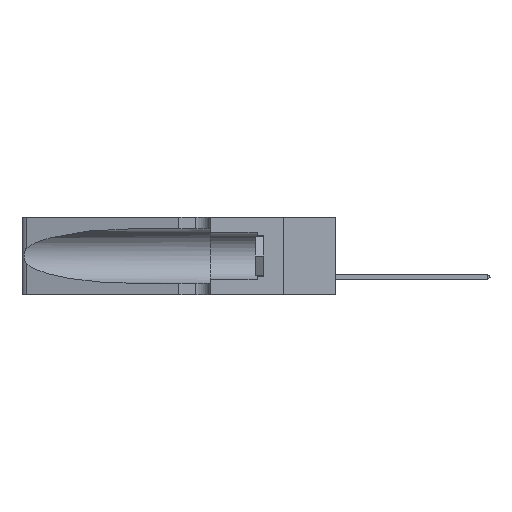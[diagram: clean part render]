
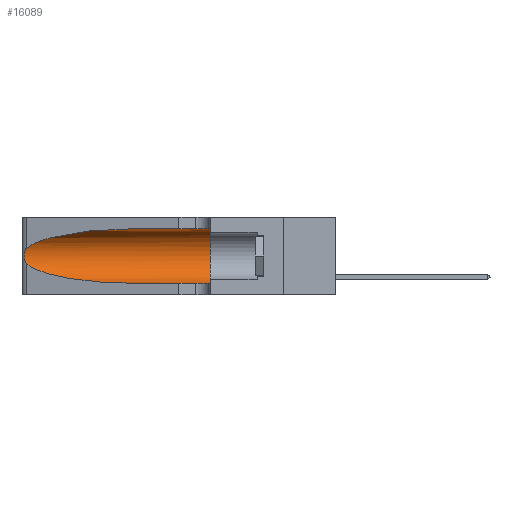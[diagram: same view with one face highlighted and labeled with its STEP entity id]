
A CAD part, left-side view. The second image highlights one B-rep face of the part: STEP entity #16089.
In plain terms, the highlighted cylindrical face has radius 3.308 mm (diameter 6.617 mm), a partial arc.
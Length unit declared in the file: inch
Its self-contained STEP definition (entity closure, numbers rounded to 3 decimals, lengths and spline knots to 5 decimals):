
#355 =( BOUNDED_CURVE ( )  B_SPLINE_CURVE ( 3, ( #12097, #5238, #10581, #10653 ),
 .UNSPECIFIED., .F., .T. ) 
 B_SPLINE_CURVE_WITH_KNOTS ( ( 4, 4 ),
 ( 3.44316, 4.71239 ),
 .UNSPECIFIED. ) 
 CURVE ( )  GEOMETRIC_REPRESENTATION_ITEM ( )  RATIONAL_B_SPLINE_CURVE ( ( 1., 0.87, 0.87, 1. ) ) 
 REPRESENTATION_ITEM ( '' )  );
#524 = ORIENTED_EDGE ( 'NONE', *, *, #14560, .F. ) ;
#722 = CARTESIAN_POINT ( 'NONE',  ( 0.25639, 1.23186, 0.15144 ) ) ;
#1965 = CARTESIAN_POINT ( 'NONE',  ( 0.1305, 1.61858, 0.185 ) ) ;
#2048 = DIRECTION ( 'NONE',  ( 0., 0., -1. ) ) ;
#2880 = CARTESIAN_POINT ( 'NONE',  ( 0.25487, 1.22718, 0.22369 ) ) ;
#2903 = LINE ( 'NONE', #7592, #19642 ) ;
#3531 = CARTESIAN_POINT ( 'NONE',  ( 0.1305, 0.35, 0.185 ) ) ;
#3776 = CARTESIAN_POINT ( 'NONE',  ( 0.1305, 1.61858, 0.05475 ) ) ;
#4181 = LINE ( 'NONE', #3776, #6896 ) ;
#5142 = EDGE_CURVE ( 'NONE', #20532, #15878, #2903, .T. ) ;
#5160 = AXIS2_PLACEMENT_3D ( 'NONE', #3531, #12235, #5244 ) ;
#5238 = CARTESIAN_POINT ( 'NONE',  ( 0.2373, 1.15595, 0.08982 ) ) ;
#5244 = DIRECTION ( 'NONE',  ( 0., 0., 1. ) ) ;
#6106 = CARTESIAN_POINT ( 'NONE',  ( 0.1305, 0.72297, 0.31525 ) ) ;
#6117 = B_SPLINE_CURVE_WITH_KNOTS ( 'NONE', 3,
 ( #7509, #9167, #14462, #17843, #14379, #21180, #12776, #11046, #12860, #19462, #14538, #722, #17921, #10970 ),
 .UNSPECIFIED., .F., .F.,
 ( 4, 2, 2, 2, 2, 2, 4 ),
 ( 0., 0.00027, 0.00053, 0.00107, 0.0016, 0.00187, 0.00214 ),
 .UNSPECIFIED. ) ;
#6896 = VECTOR ( 'NONE', #7232, 39.37008 ) ;
#7232 = DIRECTION ( 'NONE',  ( 0., -1., 0. ) ) ;
#7458 = VERTEX_POINT ( 'NONE', #7723 ) ;
#7509 = CARTESIAN_POINT ( 'NONE',  ( 0.25487, 1.22718, 0.22369 ) ) ;
#7592 = CARTESIAN_POINT ( 'NONE',  ( 0.1305, 1.61858, 0.31525 ) ) ;
#7610 = CIRCLE ( 'NONE', #5160, 0.13025 ) ;
#7723 = CARTESIAN_POINT ( 'NONE',  ( 0.25487, 1.22718, 0.22369 ) ) ;
#9167 = CARTESIAN_POINT ( 'NONE',  ( 0.25555, 1.22994, 0.2215 ) ) ;
#10581 = CARTESIAN_POINT ( 'NONE',  ( 0.18966, 0.96281, 0.05475 ) ) ;
#10653 = CARTESIAN_POINT ( 'NONE',  ( 0.1305, 0.72297, 0.05475 ) ) ;
#10849 = ORIENTED_EDGE ( 'NONE', *, *, #5142, .F. ) ;
#10970 = CARTESIAN_POINT ( 'NONE',  ( 0.25487, 1.22718, 0.14631 ) ) ;
#10974 = CARTESIAN_POINT ( 'NONE',  ( 0.1305, 0.35, 0.05475 ) ) ;
#11046 = CARTESIAN_POINT ( 'NONE',  ( 0.26075, 1.23896, 0.178 ) ) ;
#11232 = EDGE_CURVE ( 'NONE', #15989, #20685, #4181, .T. ) ;
#11409 = EDGE_CURVE ( 'NONE', #7458, #17557, #6117, .T. ) ;
#12097 = CARTESIAN_POINT ( 'NONE',  ( 0.25487, 1.22718, 0.14631 ) ) ;
#12109 = CYLINDRICAL_SURFACE ( 'NONE', #13141, 0.13025 ) ;
#12235 = DIRECTION ( 'NONE',  ( 0., 1., 0. ) ) ;
#12340 = CARTESIAN_POINT ( 'NONE',  ( 0.1305, 0.72297, 0.05475 ) ) ;
#12527 = ORIENTED_EDGE ( 'NONE', *, *, #11232, .T. ) ;
#12776 = CARTESIAN_POINT ( 'NONE',  ( 0.26075, 1.23896, 0.19203 ) ) ;
#12860 = CARTESIAN_POINT ( 'NONE',  ( 0.26017, 1.23833, 0.17102 ) ) ;
#13141 = AXIS2_PLACEMENT_3D ( 'NONE', #1965, #17623, #2048 ) ;
#14379 = CARTESIAN_POINT ( 'NONE',  ( 0.25854, 1.2359, 0.20912 ) ) ;
#14462 = CARTESIAN_POINT ( 'NONE',  ( 0.25639, 1.23184, 0.21858 ) ) ;
#14538 = CARTESIAN_POINT ( 'NONE',  ( 0.25789, 1.23486, 0.15765 ) ) ;
#14560 = EDGE_CURVE ( 'NONE', #15878, #20685, #7610, .T. ) ;
#14861 =( BOUNDED_CURVE ( )  B_SPLINE_CURVE ( 3, ( #6106, #19940, #21888, #2880 ),
 .UNSPECIFIED., .F., .T. ) 
 B_SPLINE_CURVE_WITH_KNOTS ( ( 4, 4 ),
 ( 1.5708, 2.84003 ),
 .UNSPECIFIED. ) 
 CURVE ( )  GEOMETRIC_REPRESENTATION_ITEM ( )  RATIONAL_B_SPLINE_CURVE ( ( 1., 0.87, 0.87, 1. ) ) 
 REPRESENTATION_ITEM ( '' )  );
#15253 = CARTESIAN_POINT ( 'NONE',  ( 0.1305, 0.35, 0.31525 ) ) ;
#15671 = ORIENTED_EDGE ( 'NONE', *, *, #11409, .T. ) ;
#15695 = EDGE_CURVE ( 'NONE', #20532, #7458, #14861, .T. ) ;
#15878 = VERTEX_POINT ( 'NONE', #15253 ) ;
#15886 = CARTESIAN_POINT ( 'NONE',  ( 0.1305, 0.72297, 0.31525 ) ) ;
#15989 = VERTEX_POINT ( 'NONE', #12340 ) ;
#16089 = ADVANCED_FACE ( 'NONE', ( #16178 ), #12109, .F. ) ;
#16178 = FACE_OUTER_BOUND ( 'NONE', #16710, .T. ) ;
#16710 = EDGE_LOOP ( 'NONE', ( #20112, #15671, #16755, #12527, #524, #10849 ) ) ;
#16755 = ORIENTED_EDGE ( 'NONE', *, *, #22407, .T. ) ;
#17557 = VERTEX_POINT ( 'NONE', #21823 ) ;
#17623 = DIRECTION ( 'NONE',  ( 0., -1., 0. ) ) ;
#17843 = CARTESIAN_POINT ( 'NONE',  ( 0.25787, 1.23484, 0.2124 ) ) ;
#17921 = CARTESIAN_POINT ( 'NONE',  ( 0.25555, 1.22993, 0.14849 ) ) ;
#19462 = CARTESIAN_POINT ( 'NONE',  ( 0.25856, 1.23593, 0.16098 ) ) ;
#19642 = VECTOR ( 'NONE', #21047, 39.37008 ) ;
#19940 = CARTESIAN_POINT ( 'NONE',  ( 0.18966, 0.96281, 0.31525 ) ) ;
#20112 = ORIENTED_EDGE ( 'NONE', *, *, #15695, .T. ) ;
#20532 = VERTEX_POINT ( 'NONE', #15886 ) ;
#20685 = VERTEX_POINT ( 'NONE', #10974 ) ;
#21047 = DIRECTION ( 'NONE',  ( 0., -1., 0. ) ) ;
#21180 = CARTESIAN_POINT ( 'NONE',  ( 0.26018, 1.23835, 0.19895 ) ) ;
#21823 = CARTESIAN_POINT ( 'NONE',  ( 0.25487, 1.22718, 0.14631 ) ) ;
#21888 = CARTESIAN_POINT ( 'NONE',  ( 0.2373, 1.15595, 0.28018 ) ) ;
#22407 = EDGE_CURVE ( 'NONE', #17557, #15989, #355, .T. ) ;
